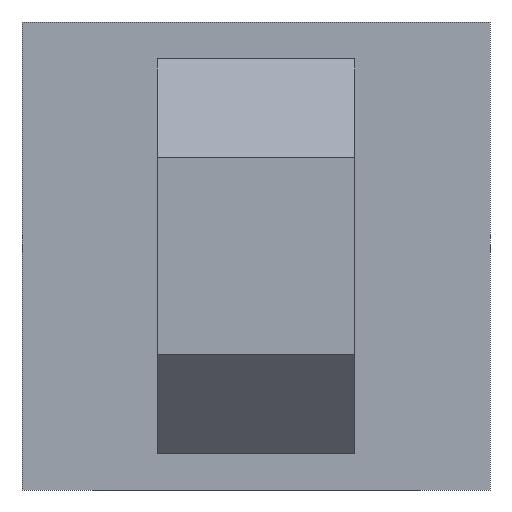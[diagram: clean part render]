
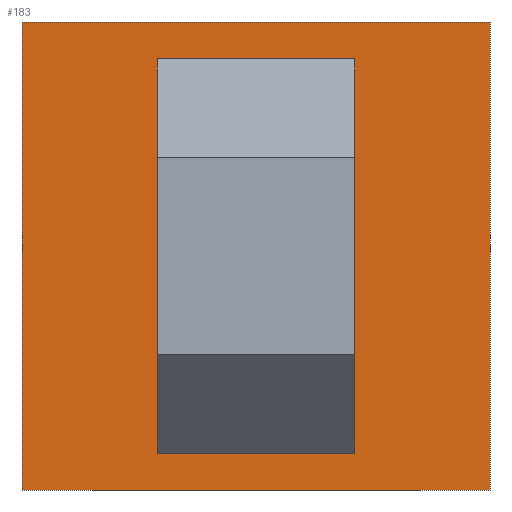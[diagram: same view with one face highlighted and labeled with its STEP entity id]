
A CAD part, front view. The second image highlights one B-rep face of the part: STEP entity #183.
In plain terms, the highlighted planar face has unit normal (0, -1, 0).
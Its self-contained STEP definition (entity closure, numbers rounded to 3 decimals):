
#183=ADVANCED_FACE('',(#207,#208),#209,.F.);
#207=FACE_BOUND('',#256,.T.);
#208=FACE_OUTER_BOUND('',#257,.T.);
#209=PLANE('',#258);
#256=EDGE_LOOP('',(#305,#306,#307,#308,#309,#310));
#257=EDGE_LOOP('',(#311,#312,#313,#314));
#258=AXIS2_PLACEMENT_3D('',#315,#316,#317);
#305=ORIENTED_EDGE('',*,*,#494,.T.);
#306=ORIENTED_EDGE('',*,*,#495,.T.);
#307=ORIENTED_EDGE('',*,*,#496,.T.);
#308=ORIENTED_EDGE('',*,*,#497,.T.);
#309=ORIENTED_EDGE('',*,*,#498,.F.);
#310=ORIENTED_EDGE('',*,*,#499,.F.);
#311=ORIENTED_EDGE('',*,*,#500,.T.);
#312=ORIENTED_EDGE('',*,*,#501,.F.);
#313=ORIENTED_EDGE('',*,*,#502,.F.);
#314=ORIENTED_EDGE('',*,*,#503,.T.);
#315=CARTESIAN_POINT('',(-9.5,0.0,9.5));
#316=DIRECTION('',(-0.0,1.0,0.0));
#317=DIRECTION('',(1.0,0.0,0.0));
#494=EDGE_CURVE('',#554,#555,#556,.T.);
#495=EDGE_CURVE('',#555,#557,#558,.T.);
#496=EDGE_CURVE('',#557,#559,#560,.T.);
#497=EDGE_CURVE('',#559,#561,#562,.T.);
#498=EDGE_CURVE('',#563,#561,#564,.T.);
#499=EDGE_CURVE('',#554,#563,#565,.T.);
#500=EDGE_CURVE('',#566,#567,#568,.T.);
#501=EDGE_CURVE('',#569,#567,#570,.T.);
#502=EDGE_CURVE('',#571,#569,#572,.T.);
#503=EDGE_CURVE('',#571,#566,#573,.T.);
#554=VERTEX_POINT('',#654);
#555=VERTEX_POINT('',#655);
#556=CIRCLE('',#656,4.0);
#557=VERTEX_POINT('',#657);
#558=LINE('',#658,#659);
#559=VERTEX_POINT('',#660);
#560=LINE('',#661,#662);
#561=VERTEX_POINT('',#663);
#562=CIRCLE('',#664,4.0);
#563=VERTEX_POINT('',#665);
#564=LINE('',#666,#667);
#565=LINE('',#668,#669);
#566=VERTEX_POINT('',#670);
#567=VERTEX_POINT('',#671);
#568=LINE('',#672,#673);
#569=VERTEX_POINT('',#674);
#570=LINE('',#675,#676);
#571=VERTEX_POINT('',#677);
#572=LINE('',#678,#679);
#573=LINE('',#680,#681);
#654=CARTESIAN_POINT('',(4.0,0.0,0.0));
#655=CARTESIAN_POINT('',(0.,0.0,-4.0));
#656=AXIS2_PLACEMENT_3D('',#810,#811,#812);
#657=CARTESIAN_POINT('',(-4.0,0.,-4.0));
#658=CARTESIAN_POINT('',(4.0,0.,-4.0));
#659=VECTOR('',#813,1.0);
#660=CARTESIAN_POINT('',(-4.0,0.0,0.));
#661=CARTESIAN_POINT('',(-4.0,0.0,-4.0));
#662=VECTOR('',#814,1.0);
#663=CARTESIAN_POINT('',(0.,0.0,4.0));
#664=AXIS2_PLACEMENT_3D('',#815,#816,#817);
#665=CARTESIAN_POINT('',(4.0,0.0,4.0));
#666=CARTESIAN_POINT('',(4.0,0.0,4.0));
#667=VECTOR('',#818,1.0);
#668=CARTESIAN_POINT('',(4.0,0.0,-4.0));
#669=VECTOR('',#819,1.0);
#670=CARTESIAN_POINT('',(-9.5,0.0,-9.5));
#671=CARTESIAN_POINT('',(9.5,0.0,-9.5));
#672=CARTESIAN_POINT('',(-9.5,0.0,-9.5));
#673=VECTOR('',#820,1.0);
#674=CARTESIAN_POINT('',(9.5,0.0,9.5));
#675=CARTESIAN_POINT('',(9.5,0.0,9.5));
#676=VECTOR('',#821,1.0);
#677=CARTESIAN_POINT('',(-9.5,0.0,9.5));
#678=CARTESIAN_POINT('',(-9.5,0.0,9.5));
#679=VECTOR('',#822,1.0);
#680=CARTESIAN_POINT('',(-9.5,0.0,9.5));
#681=VECTOR('',#823,1.0);
#810=CARTESIAN_POINT('',(0.,0.0,0.));
#811=DIRECTION('',(-0.0,1.0,0.0));
#812=DIRECTION('',(1.0,0.0,0.0));
#813=DIRECTION('',(-1.0,0.0,0.0));
#814=DIRECTION('',(0.0,0.0,1.0));
#815=CARTESIAN_POINT('',(0.,0.0,0.));
#816=DIRECTION('',(-0.0,1.0,0.0));
#817=DIRECTION('',(1.0,0.0,0.0));
#818=DIRECTION('',(-1.0,0.0,0.0));
#819=DIRECTION('',(0.0,0.0,1.0));
#820=DIRECTION('',(1.0,0.0,0.0));
#821=DIRECTION('',(0.0,0.0,-1.0));
#822=DIRECTION('',(1.0,0.0,0.0));
#823=DIRECTION('',(0.0,0.0,-1.0));
